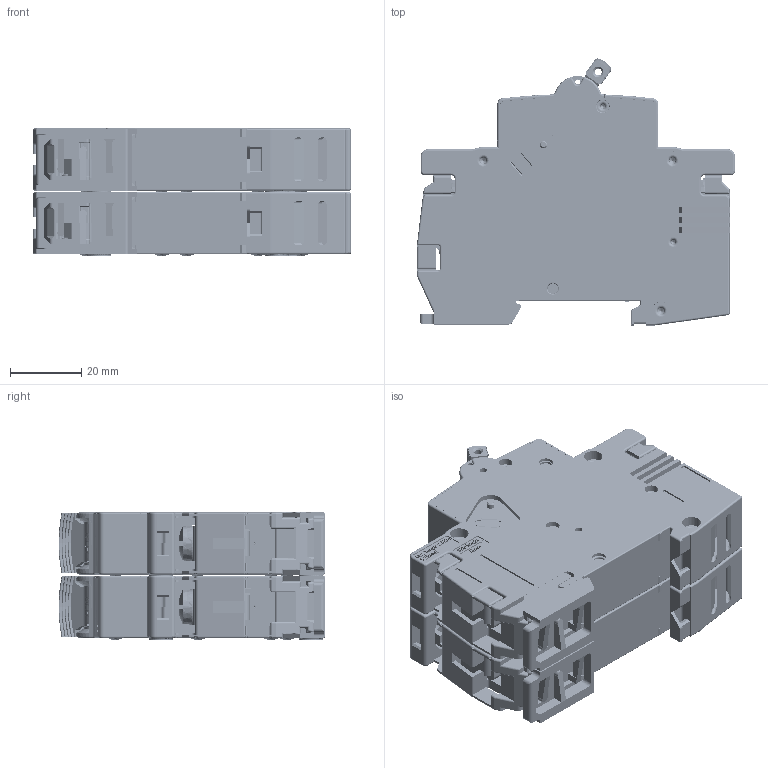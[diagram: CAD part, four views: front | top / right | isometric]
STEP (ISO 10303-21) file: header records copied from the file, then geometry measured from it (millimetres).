
FILE_DESCRIPTION((''),'2;1');
FILE_NAME('2P_ASM','2024-03-15T14:28:13',('klemen.sitar'),('Audax d.o.o.'),'CREO PARAMETRIC BY PTC INC, 2021304','CREO PARAMETRIC BY PTC INC, 2021304','');
FILE_SCHEMA(('AP242_MANAGED_MODEL_BASED_3D_ENGINEERING_MIM_LF { 1 0 10303 442 1 1 4 }'));
Products named in the file (34): 0000043847_1_1; 0000043755_1_1; 0000043747_1_1; 0000000470_1_1; 0000000533_1_1; 0000043756_ASM_2_ASM_1_ASM; 0000004539_1_1; 0000001562_1_1; 0000049188_1_1; 0000037048_1_1; 0000043750_1_1; PRT0002_1; 0000043676_ASM_2_ASM_1_ASM; 0000043847_1_1_1; 0000043755_1_1_1; 0000043747_1_1_1; 0000000470_1_1_1; 0000000533_1_1_1; 0000043756_ASM_2_ASM_1_ASM_1_ASM; 0000004539_1_1_1; 0000001562_1_1_1; 0000049188_1_1_1; 0000037048_1_1_1; 0000043750_1_1_1; PRT0002_1_1; PART1_1_3_1_1_1_1; PART1_1_3_1_1_2_1; PART1_1_3_1_1_3_1; PART1_1_3_1_1_ASM_1_ASM; 0000043676_ASM_2_ASM_1_ASM_1_ASM; ETIMAT_C25_ASM_1_ASM_1_ASM; 1P_ASM_1_ASM; ETIMAT_C25_ASM_1_ASM; 2P_ASM
Assembly tree (47 placements, depth 7):
  2P_ASM
    ETIMAT_C25_ASM_1_ASM
      0000043676_ASM_2_ASM_1_ASM
        0000043847_1_1
        0000043755_1_1
        0000043756_ASM_2_ASM_1_ASM
          0000043747_1_1
          0000000470_1_1
          0000000533_1_1
        0000004539_1_1
        0000001562_1_1
        0000049188_1_1  x3
        0000037048_1_1  x4
        0000043750_1_1
        0000000470_1_1
        0000000533_1_1
        PRT0002_1
      1P_ASM_1_ASM
        ETIMAT_C25_ASM_1_ASM_1_ASM
          0000043676_ASM_2_ASM_1_ASM_1_ASM
            0000043847_1_1_1
            0000043755_1_1_1
            0000043756_ASM_2_ASM_1_ASM_1_ASM
              0000043747_1_1_1
              0000000470_1_1_1
              0000000533_1_1_1
            0000004539_1_1_1
            0000001562_1_1_1
            0000049188_1_1_1  x3
            0000037048_1_1_1  x4
            0000043750_1_1_1
            0000000470_1_1_1
            0000000533_1_1_1
            PRT0002_1_1
            PART1_1_3_1_1_ASM_1_ASM
              PART1_1_3_1_1_1_1
              PART1_1_3_1_1_2_1
              PART1_1_3_1_1_3_1
Bounding box: 89 x 74.74 x 35.6 mm (x, y, z)
Volume: 62661.7 mm3; surface area: 89169.4 mm2
Topology: 39 solids, 41 shells, 7947 faces, 22743 edges, 15087 vertices
Faces by surface type: plane 4702, cylinder 1627, extrusion 860, torus 322, cone 288, bspline 88, sphere 60
Entity records: 323171 total; most frequent: CARTESIAN_POINT 65191, ORIENTED_EDGE 42462, DIRECTION 36626, EDGE_CURVE 21231, PRESENTATION_STYLE_ASSIGNMENT 15635, STYLED_ITEM 15635, VECTOR 14422, VERTEX_POINT 14121
